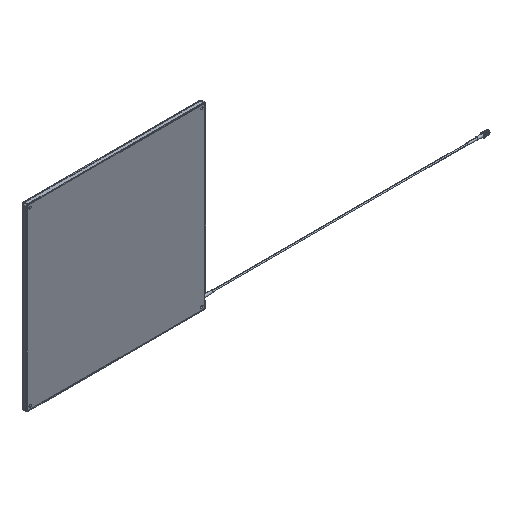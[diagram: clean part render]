
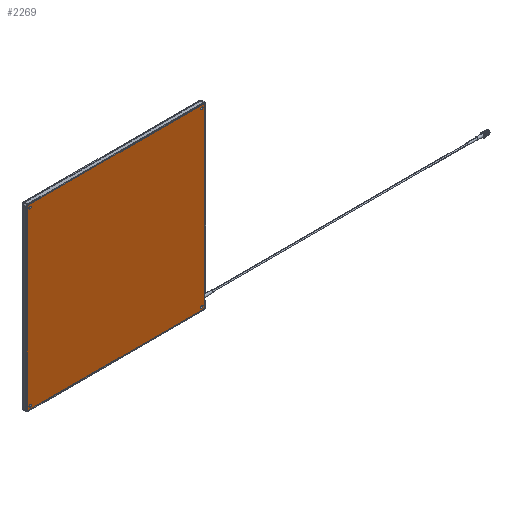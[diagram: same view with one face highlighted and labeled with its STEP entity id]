
A CAD part, isometric view. The second image highlights one B-rep face of the part: STEP entity #2269.
In plain terms, the highlighted planar face has unit normal (0, -1, 0).
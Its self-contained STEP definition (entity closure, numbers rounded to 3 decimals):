
#20 = DIRECTION ( 'NONE',  ( 0., 1., 0. ) ) ;
#123 = AXIS2_PLACEMENT_3D ( 'NONE', #2127, #3240, #3277 ) ;
#137 = DIRECTION ( 'NONE',  ( 0., 1., 0. ) ) ;
#162 = EDGE_CURVE ( 'NONE', #4533, #1558, #1783, .T. ) ;
#177 = DIRECTION ( 'NONE',  ( 0., 1., 0. ) ) ;
#198 = CARTESIAN_POINT ( 'NONE',  ( 7., -0.25, -7. ) ) ;
#203 = CARTESIAN_POINT ( 'NONE',  ( 7., -0.25, -5. ) ) ;
#226 = DIRECTION ( 'NONE',  ( 0., 1., 0. ) ) ;
#237 = AXIS2_PLACEMENT_3D ( 'NONE', #198, #3332, #802 ) ;
#350 = CARTESIAN_POINT ( 'NONE',  ( 299.5, -0.25, -299.5 ) ) ;
#429 = DIRECTION ( 'NONE',  ( 0., 1., 0. ) ) ;
#469 = CARTESIAN_POINT ( 'NONE',  ( 297., -0.25, -297. ) ) ;
#476 = ORIENTED_EDGE ( 'NONE', *, *, #3251, .T. ) ;
#482 = CIRCLE ( 'NONE', #6055, 2. ) ;
#488 = EDGE_CURVE ( 'NONE', #2797, #4629, #4191, .T. ) ;
#512 = ORIENTED_EDGE ( 'NONE', *, *, #5884, .T. ) ;
#560 = AXIS2_PLACEMENT_3D ( 'NONE', #6190, #5646, #5062 ) ;
#595 = AXIS2_PLACEMENT_3D ( 'NONE', #6244, #20, #1475 ) ;
#664 = CIRCLE ( 'NONE', #123, 2.5 ) ;
#714 = DIRECTION ( 'NONE',  ( 0., 0., 1. ) ) ;
#732 = CARTESIAN_POINT ( 'NONE',  ( 7., -0.25, -297. ) ) ;
#757 = DIRECTION ( 'NONE',  ( 0., 0., 1. ) ) ;
#777 = CARTESIAN_POINT ( 'NONE',  ( 302., -0.25, -299.5 ) ) ;
#790 = VECTOR ( 'NONE', #3919, 1000. ) ;
#802 = DIRECTION ( 'NONE',  ( 0., 0., 1. ) ) ;
#804 = LINE ( 'NONE', #4942, #6187 ) ;
#905 = VERTEX_POINT ( 'NONE', #5139 ) ;
#973 = CARTESIAN_POINT ( 'NONE',  ( 297., -0.25, -297. ) ) ;
#1002 = AXIS2_PLACEMENT_3D ( 'NONE', #5332, #137, #4861 ) ;
#1061 = ORIENTED_EDGE ( 'NONE', *, *, #4230, .F. ) ;
#1069 = EDGE_CURVE ( 'NONE', #1558, #2621, #804, .T. ) ;
#1094 = CARTESIAN_POINT ( 'NONE',  ( 297., -0.25, -9. ) ) ;
#1156 = ORIENTED_EDGE ( 'NONE', *, *, #1069, .F. ) ;
#1226 = CARTESIAN_POINT ( 'NONE',  ( 2., -0.25, -299.5 ) ) ;
#1248 = LINE ( 'NONE', #1811, #4620 ) ;
#1309 = DIRECTION ( 'NONE',  ( 0., 1., 0. ) ) ;
#1373 = ORIENTED_EDGE ( 'NONE', *, *, #6005, .F. ) ;
#1420 = ORIENTED_EDGE ( 'NONE', *, *, #2250, .F. ) ;
#1424 = DIRECTION ( 'NONE',  ( -1., 0., 0. ) ) ;
#1425 = CARTESIAN_POINT ( 'NONE',  ( 302., -0.25, -299.5 ) ) ;
#1464 = AXIS2_PLACEMENT_3D ( 'NONE', #5811, #4763, #5294 ) ;
#1475 = DIRECTION ( 'NONE',  ( 0., 0., 1. ) ) ;
#1508 = CARTESIAN_POINT ( 'NONE',  ( 299.5, -0.25, -2. ) ) ;
#1558 = VERTEX_POINT ( 'NONE', #2878 ) ;
#1584 = EDGE_CURVE ( 'NONE', #4594, #2871, #5705, .T. ) ;
#1783 = CIRCLE ( 'NONE', #5133, 2.5 ) ;
#1807 = CARTESIAN_POINT ( 'NONE',  ( 297., -0.25, -7. ) ) ;
#1811 = CARTESIAN_POINT ( 'NONE',  ( 2., -0.25, -4.5 ) ) ;
#1885 = AXIS2_PLACEMENT_3D ( 'NONE', #2622, #4668, #5756 ) ;
#1953 = ORIENTED_EDGE ( 'NONE', *, *, #3321, .T. ) ;
#2031 = EDGE_CURVE ( 'NONE', #5390, #6417, #4414, .T. ) ;
#2035 = VERTEX_POINT ( 'NONE', #5024 ) ;
#2127 = CARTESIAN_POINT ( 'NONE',  ( 4.5, -0.25, -4.5 ) ) ;
#2250 = EDGE_CURVE ( 'NONE', #5466, #4533, #5464, .T. ) ;
#2269 = ADVANCED_FACE ( 'NONE', ( #5404, #2753, #2275, #5850, #2904 ), #4829, .F. ) ;
#2275 = FACE_BOUND ( 'NONE', #2276, .T. ) ;
#2276 = EDGE_LOOP ( 'NONE', ( #4031, #4351 ) ) ;
#2292 = CARTESIAN_POINT ( 'NONE',  ( 7., -0.25, -295. ) ) ;
#2322 = EDGE_LOOP ( 'NONE', ( #6572, #4816 ) ) ;
#2331 = CIRCLE ( 'NONE', #3205, 2. ) ;
#2416 = VERTEX_POINT ( 'NONE', #1508 ) ;
#2423 = DIRECTION ( 'NONE',  ( 0., 1., 0. ) ) ;
#2545 = DIRECTION ( 'NONE',  ( 0., 1., 0. ) ) ;
#2621 = VERTEX_POINT ( 'NONE', #5815 ) ;
#2622 = CARTESIAN_POINT ( 'NONE',  ( 4.5, -0.25, -299.5 ) ) ;
#2753 = FACE_BOUND ( 'NONE', #4385, .T. ) ;
#2797 = VERTEX_POINT ( 'NONE', #4052 ) ;
#2871 = VERTEX_POINT ( 'NONE', #203 ) ;
#2878 = CARTESIAN_POINT ( 'NONE',  ( 299.5, -0.25, -302. ) ) ;
#2882 = CIRCLE ( 'NONE', #6644, 2. ) ;
#2904 = FACE_OUTER_BOUND ( 'NONE', #5140, .T. ) ;
#3205 = AXIS2_PLACEMENT_3D ( 'NONE', #973, #429, #4054 ) ;
#3240 = DIRECTION ( 'NONE',  ( 0., 1., 0. ) ) ;
#3251 = EDGE_CURVE ( 'NONE', #2035, #5969, #482, .T. ) ;
#3277 = DIRECTION ( 'NONE',  ( 0., 0., 1. ) ) ;
#3321 = EDGE_CURVE ( 'NONE', #5969, #2035, #2331, .T. ) ;
#3332 = DIRECTION ( 'NONE',  ( 0., 1., 0. ) ) ;
#3366 = CIRCLE ( 'NONE', #4228, 2. ) ;
#3409 = EDGE_CURVE ( 'NONE', #905, #6360, #664, .T. ) ;
#3412 = CARTESIAN_POINT ( 'NONE',  ( 297., -0.25, -7. ) ) ;
#3514 = ORIENTED_EDGE ( 'NONE', *, *, #2031, .T. ) ;
#3515 = EDGE_CURVE ( 'NONE', #4629, #2797, #2882, .T. ) ;
#3533 = LINE ( 'NONE', #6209, #4121 ) ;
#3887 = EDGE_CURVE ( 'NONE', #2621, #6193, #4619, .T. ) ;
#3919 = DIRECTION ( 'NONE',  ( 0., 0., -1. ) ) ;
#4031 = ORIENTED_EDGE ( 'NONE', *, *, #488, .T. ) ;
#4052 = CARTESIAN_POINT ( 'NONE',  ( 297., -0.25, -5. ) ) ;
#4054 = DIRECTION ( 'NONE',  ( 0., 0., 1. ) ) ;
#4098 = CIRCLE ( 'NONE', #1464, 2.5 ) ;
#4121 = VECTOR ( 'NONE', #5181, 1000. ) ;
#4151 = ORIENTED_EDGE ( 'NONE', *, *, #3887, .F. ) ;
#4191 = CIRCLE ( 'NONE', #5036, 2. ) ;
#4228 = AXIS2_PLACEMENT_3D ( 'NONE', #732, #226, #4910 ) ;
#4230 = EDGE_CURVE ( 'NONE', #2416, #5466, #4098, .T. ) ;
#4351 = ORIENTED_EDGE ( 'NONE', *, *, #3515, .T. ) ;
#4385 = EDGE_LOOP ( 'NONE', ( #512, #3514 ) ) ;
#4414 = CIRCLE ( 'NONE', #560, 2. ) ;
#4533 = VERTEX_POINT ( 'NONE', #1425 ) ;
#4580 = CARTESIAN_POINT ( 'NONE',  ( 297., -0.25, -295. ) ) ;
#4588 = DIRECTION ( 'NONE',  ( 0., 0., 1. ) ) ;
#4594 = VERTEX_POINT ( 'NONE', #6365 ) ;
#4619 = CIRCLE ( 'NONE', #1885, 2.5 ) ;
#4620 = VECTOR ( 'NONE', #757, 1000. ) ;
#4629 = VERTEX_POINT ( 'NONE', #1094 ) ;
#4668 = DIRECTION ( 'NONE',  ( 0., 1., 0. ) ) ;
#4763 = DIRECTION ( 'NONE',  ( 0., 1., 0. ) ) ;
#4816 = ORIENTED_EDGE ( 'NONE', *, *, #1584, .T. ) ;
#4829 = PLANE ( 'NONE',  #1002 ) ;
#4861 = DIRECTION ( 'NONE',  ( 0., 0., 1. ) ) ;
#4907 = CARTESIAN_POINT ( 'NONE',  ( 4.5, -0.25, -2. ) ) ;
#4910 = DIRECTION ( 'NONE',  ( 0., 0., 1. ) ) ;
#4942 = CARTESIAN_POINT ( 'NONE',  ( 4.5, -0.25, -302. ) ) ;
#4961 = ORIENTED_EDGE ( 'NONE', *, *, #162, .F. ) ;
#5024 = CARTESIAN_POINT ( 'NONE',  ( 297., -0.25, -299. ) ) ;
#5036 = AXIS2_PLACEMENT_3D ( 'NONE', #1807, #1309, #6581 ) ;
#5062 = DIRECTION ( 'NONE',  ( 0., 0., 1. ) ) ;
#5133 = AXIS2_PLACEMENT_3D ( 'NONE', #350, #2423, #6093 ) ;
#5139 = CARTESIAN_POINT ( 'NONE',  ( 2., -0.25, -4.5 ) ) ;
#5140 = EDGE_LOOP ( 'NONE', ( #1373, #5949, #5934, #4151, #1156, #4961, #1420, #1061 ) ) ;
#5181 = DIRECTION ( 'NONE',  ( 1., 0., 0. ) ) ;
#5294 = DIRECTION ( 'NONE',  ( 0., 0., 1. ) ) ;
#5332 = CARTESIAN_POINT ( 'NONE',  ( 3.5, -0.25, -300.5 ) ) ;
#5390 = VERTEX_POINT ( 'NONE', #5676 ) ;
#5404 = FACE_BOUND ( 'NONE', #5863, .T. ) ;
#5464 = LINE ( 'NONE', #777, #790 ) ;
#5466 = VERTEX_POINT ( 'NONE', #5816 ) ;
#5646 = DIRECTION ( 'NONE',  ( 0., 1., 0. ) ) ;
#5676 = CARTESIAN_POINT ( 'NONE',  ( 7., -0.25, -299. ) ) ;
#5705 = CIRCLE ( 'NONE', #237, 2. ) ;
#5756 = DIRECTION ( 'NONE',  ( 0., 0., 1. ) ) ;
#5811 = CARTESIAN_POINT ( 'NONE',  ( 299.5, -0.25, -4.5 ) ) ;
#5815 = CARTESIAN_POINT ( 'NONE',  ( 4.5, -0.25, -302. ) ) ;
#5816 = CARTESIAN_POINT ( 'NONE',  ( 302., -0.25, -4.5 ) ) ;
#5850 = FACE_BOUND ( 'NONE', #2322, .T. ) ;
#5863 = EDGE_LOOP ( 'NONE', ( #1953, #476 ) ) ;
#5884 = EDGE_CURVE ( 'NONE', #6417, #5390, #3366, .T. ) ;
#5934 = ORIENTED_EDGE ( 'NONE', *, *, #6426, .F. ) ;
#5949 = ORIENTED_EDGE ( 'NONE', *, *, #3409, .F. ) ;
#5969 = VERTEX_POINT ( 'NONE', #4580 ) ;
#6005 = EDGE_CURVE ( 'NONE', #6360, #2416, #3533, .T. ) ;
#6045 = EDGE_CURVE ( 'NONE', #2871, #4594, #6687, .T. ) ;
#6055 = AXIS2_PLACEMENT_3D ( 'NONE', #469, #2545, #4588 ) ;
#6093 = DIRECTION ( 'NONE',  ( 0., 0., 1. ) ) ;
#6187 = VECTOR ( 'NONE', #1424, 1000. ) ;
#6190 = CARTESIAN_POINT ( 'NONE',  ( 7., -0.25, -297. ) ) ;
#6193 = VERTEX_POINT ( 'NONE', #1226 ) ;
#6209 = CARTESIAN_POINT ( 'NONE',  ( 299.5, -0.25, -2. ) ) ;
#6244 = CARTESIAN_POINT ( 'NONE',  ( 7., -0.25, -7. ) ) ;
#6360 = VERTEX_POINT ( 'NONE', #4907 ) ;
#6365 = CARTESIAN_POINT ( 'NONE',  ( 7., -0.25, -9. ) ) ;
#6417 = VERTEX_POINT ( 'NONE', #2292 ) ;
#6426 = EDGE_CURVE ( 'NONE', #6193, #905, #1248, .T. ) ;
#6572 = ORIENTED_EDGE ( 'NONE', *, *, #6045, .T. ) ;
#6581 = DIRECTION ( 'NONE',  ( 0., 0., 1. ) ) ;
#6644 = AXIS2_PLACEMENT_3D ( 'NONE', #3412, #177, #714 ) ;
#6687 = CIRCLE ( 'NONE', #595, 2. ) ;
